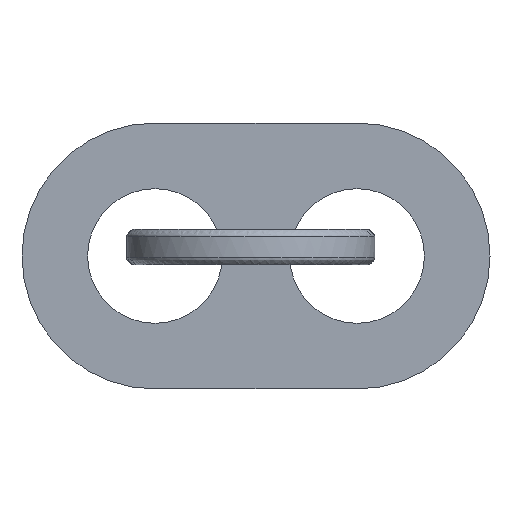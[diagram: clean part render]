
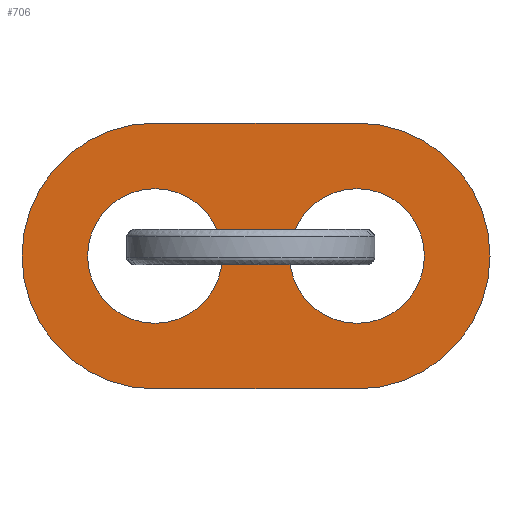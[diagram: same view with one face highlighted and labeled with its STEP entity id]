
A CAD part, front view. The second image highlights one B-rep face of the part: STEP entity #706.
In plain terms, the highlighted planar face has unit normal (0, -1, 0).
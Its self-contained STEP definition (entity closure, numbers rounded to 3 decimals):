
#93=FACE_BOUND('',#171,.T.);
#94=FACE_BOUND('',#172,.T.);
#100=PLANE('',#780);
#118=FACE_OUTER_BOUND('',#170,.T.);
#170=EDGE_LOOP('',(#505,#506,#507,#508));
#171=EDGE_LOOP('',(#509));
#172=EDGE_LOOP('',(#510));
#221=LINE('',#987,#255);
#225=LINE('',#998,#259);
#255=VECTOR('',#845,10.);
#259=VECTOR('',#857,10.);
#286=CIRCLE('',#767,1.9);
#288=CIRCLE('',#770,1.9);
#289=CIRCLE('',#772,3.75);
#291=CIRCLE('',#776,3.75);
#310=VERTEX_POINT('',#967);
#312=VERTEX_POINT('',#973);
#313=VERTEX_POINT('',#977);
#314=VERTEX_POINT('',#978);
#317=VERTEX_POINT('',#986);
#319=VERTEX_POINT('',#992);
#371=EDGE_CURVE('',#310,#310,#286,.T.);
#374=EDGE_CURVE('',#312,#312,#288,.T.);
#375=EDGE_CURVE('',#313,#314,#289,.T.);
#379=EDGE_CURVE('',#317,#313,#221,.T.);
#382=EDGE_CURVE('',#319,#317,#291,.T.);
#385=EDGE_CURVE('',#314,#319,#225,.T.);
#505=ORIENTED_EDGE('',*,*,#385,.F.);
#506=ORIENTED_EDGE('',*,*,#375,.F.);
#507=ORIENTED_EDGE('',*,*,#379,.F.);
#508=ORIENTED_EDGE('',*,*,#382,.F.);
#509=ORIENTED_EDGE('',*,*,#374,.F.);
#510=ORIENTED_EDGE('',*,*,#371,.F.);
#706=ADVANCED_FACE('',(#118,#93,#94),#100,.F.);
#767=AXIS2_PLACEMENT_3D('',#969,#826,#827);
#770=AXIS2_PLACEMENT_3D('',#975,#833,#834);
#772=AXIS2_PLACEMENT_3D('',#979,#837,#838);
#776=AXIS2_PLACEMENT_3D('',#993,#850,#851);
#780=AXIS2_PLACEMENT_3D('',#1001,#861,#862);
#826=DIRECTION('center_axis',(0.,-1.,0.));
#827=DIRECTION('ref_axis',(1.,0.,0.));
#833=DIRECTION('center_axis',(0.,-1.,0.));
#834=DIRECTION('ref_axis',(1.,0.,0.));
#837=DIRECTION('center_axis',(0.,1.,0.));
#838=DIRECTION('ref_axis',(0.,0.,1.));
#845=DIRECTION('',(1.,0.,0.));
#850=DIRECTION('center_axis',(0.,1.,0.));
#851=DIRECTION('ref_axis',(0.,0.,-1.));
#857=DIRECTION('',(-1.,0.,0.));
#861=DIRECTION('center_axis',(0.,1.,0.));
#862=DIRECTION('ref_axis',(1.,0.,0.));
#967=CARTESIAN_POINT('',(3.8,0.,0.));
#969=CARTESIAN_POINT('Origin',(5.7,0.,0.));
#973=CARTESIAN_POINT('',(-1.9,0.,0.));
#975=CARTESIAN_POINT('Origin',(0.,0.,0.));
#977=CARTESIAN_POINT('',(5.7,0.,3.75));
#978=CARTESIAN_POINT('',(5.7,0.,-3.75));
#979=CARTESIAN_POINT('Origin',(5.7,0.,0.));
#986=CARTESIAN_POINT('',(0.,0.,3.75));
#987=CARTESIAN_POINT('',(0.,0.,3.75));
#992=CARTESIAN_POINT('',(0.,0.,-3.75));
#993=CARTESIAN_POINT('Origin',(0.,0.,0.));
#998=CARTESIAN_POINT('',(5.7,0.,-3.75));
#1001=CARTESIAN_POINT('Origin',(2.85,0.,0.));
